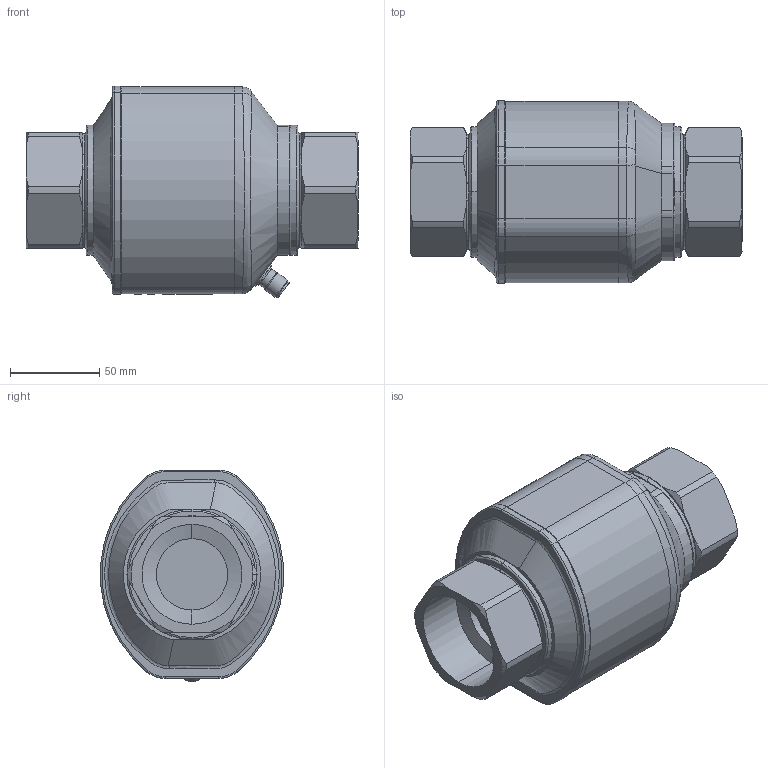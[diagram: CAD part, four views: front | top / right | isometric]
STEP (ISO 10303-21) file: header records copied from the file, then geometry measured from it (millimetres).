
FILE_DESCRIPTION (( 'STEP AP214' ), '1' );
FILE_NAME ('FMM200-1002.STEP', '2015-11-04T16:52:08', ( '' ), ( '' ), 'SwSTEP 2.0', 'SolidWorks 2015', '' );
FILE_SCHEMA (( 'AUTOMOTIVE_DESIGN' ));
Length unit declared in the file: millimetre
Products named in the file (1): FMM200-1002
Bounding box: 186.28 x 102.54 x 118.91 mm (x, y, z)
Volume: 1084943.6 mm3; surface area: 125549.8 mm2
Topology: 10 solids, 12 shells, 289 faces, 679 edges, 428 vertices
Faces by surface type: cylinder 84, plane 81, torus 58, cone 40, bspline 26
Entity records: 12117 total; most frequent: CARTESIAN_POINT 5251, DIRECTION 1419, ORIENTED_EDGE 1358, EDGE_CURVE 679, AXIS2_PLACEMENT_3D 602, VERTEX_POINT 428, CIRCLE 338, EDGE_LOOP 303
